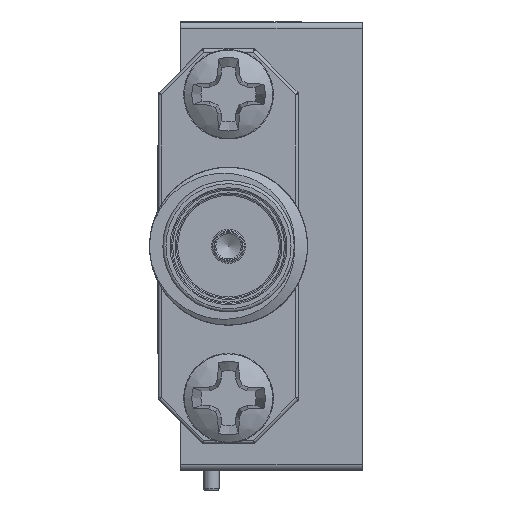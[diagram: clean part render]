
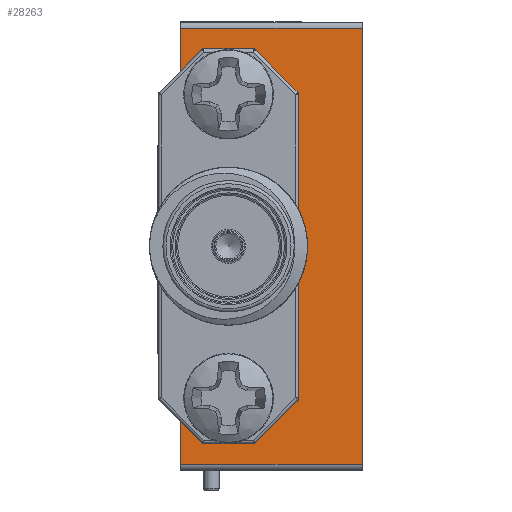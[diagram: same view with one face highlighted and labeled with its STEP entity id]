
A CAD part, left-side view. The second image highlights one B-rep face of the part: STEP entity #28263.
In plain terms, the highlighted planar face has unit normal (-1, 0, 0).
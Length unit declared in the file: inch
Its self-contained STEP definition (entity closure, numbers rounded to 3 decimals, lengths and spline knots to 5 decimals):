
#147 = FACE_BOUND ( 'NONE', #26240, .T. ) ;
#1988 = CARTESIAN_POINT ( 'NONE',  ( -0.54, 0.288, -0.355 ) ) ;
#2110 = DIRECTION ( 'NONE',  ( -1., 0., 0. ) ) ;
#3092 = EDGE_CURVE ( 'NONE', #25175, #9579, #9791, .T. ) ;
#3150 = ORIENTED_EDGE ( 'NONE', *, *, #28920, .T. ) ;
#3963 = VERTEX_POINT ( 'NONE', #46591 ) ;
#4431 = ORIENTED_EDGE ( 'NONE', *, *, #14610, .F. ) ;
#5618 = CARTESIAN_POINT ( 'NONE',  ( -0.54, 0.288, -0.345 ) ) ;
#6049 = VECTOR ( 'NONE', #41636, 39.37008 ) ;
#6892 = LINE ( 'NONE', #15250, #35377 ) ;
#8366 = VERTEX_POINT ( 'NONE', #30750 ) ;
#8388 = VERTEX_POINT ( 'NONE', #11983 ) ;
#9579 = VERTEX_POINT ( 'NONE', #12911 ) ;
#9791 = LINE ( 'NONE', #28330, #11291 ) ;
#10265 = AXIS2_PLACEMENT_3D ( 'NONE', #45833, #41750, #12684 ) ;
#10376 = LINE ( 'NONE', #43529, #41320 ) ;
#10551 = FACE_BOUND ( 'NONE', #24077, .T. ) ;
#11291 = VECTOR ( 'NONE', #31199, 39.37008 ) ;
#11839 = ORIENTED_EDGE ( 'NONE', *, *, #24488, .F. ) ;
#11983 = CARTESIAN_POINT ( 'NONE',  ( -0.54, 0.14, -0.182 ) ) ;
#12332 = DIRECTION ( 'NONE',  ( 0., 1., 0. ) ) ;
#12571 = AXIS2_PLACEMENT_3D ( 'NONE', #21576, #2110, #24272 ) ;
#12605 = CARTESIAN_POINT ( 'NONE',  ( -0.54, 0., -0.355 ) ) ;
#12630 = LINE ( 'NONE', #1988, #22841 ) ;
#12684 = DIRECTION ( 'NONE',  ( 0., 0., 1. ) ) ;
#12911 = CARTESIAN_POINT ( 'NONE',  ( -0.54, 0., -0.345 ) ) ;
#13538 = VERTEX_POINT ( 'NONE', #27206 ) ;
#14610 = EDGE_CURVE ( 'NONE', #25175, #8366, #19749, .T. ) ;
#15250 = CARTESIAN_POINT ( 'NONE',  ( -0.54, 0.14, 0.182 ) ) ;
#16381 = ORIENTED_EDGE ( 'NONE', *, *, #26775, .T. ) ;
#17449 = VECTOR ( 'NONE', #12332, 39.37008 ) ;
#17473 = AXIS2_PLACEMENT_3D ( 'NONE', #29776, #22535, #37199 ) ;
#18164 = VERTEX_POINT ( 'NONE', #18620 ) ;
#18620 = CARTESIAN_POINT ( 'NONE',  ( -0.54, 0.212, -0.188 ) ) ;
#19013 = ORIENTED_EDGE ( 'NONE', *, *, #24572, .F. ) ;
#19749 = LINE ( 'NONE', #45705, #6049 ) ;
#19923 = ORIENTED_EDGE ( 'NONE', *, *, #45882, .F. ) ;
#20693 = EDGE_CURVE ( 'NONE', #37717, #13538, #12630, .T. ) ;
#21217 = CARTESIAN_POINT ( 'NONE',  ( -0.54, 0.14, 0.182 ) ) ;
#21576 = CARTESIAN_POINT ( 'NONE',  ( -0.54, 0.212, 0.2405 ) ) ;
#22535 = DIRECTION ( 'NONE',  ( 1., 0., 0. ) ) ;
#22841 = VECTOR ( 'NONE', #46024, 39.37008 ) ;
#22910 = CARTESIAN_POINT ( 'NONE',  ( -0.54, 0.288, 0.345 ) ) ;
#24077 = EDGE_LOOP ( 'NONE', ( #19013 ) ) ;
#24272 = DIRECTION ( 'NONE',  ( 0., 0., 1. ) ) ;
#24488 = EDGE_CURVE ( 'NONE', #3963, #3963, #28726, .T. ) ;
#24533 = ORIENTED_EDGE ( 'NONE', *, *, #40575, .F. ) ;
#24572 = EDGE_CURVE ( 'NONE', #18164, #18164, #32557, .T. ) ;
#25175 = VERTEX_POINT ( 'NONE', #5618 ) ;
#26240 = EDGE_LOOP ( 'NONE', ( #11839 ) ) ;
#26301 = ORIENTED_EDGE ( 'NONE', *, *, #3092, .T. ) ;
#26775 = EDGE_CURVE ( 'NONE', #9579, #30007, #39266, .T. ) ;
#27206 = CARTESIAN_POINT ( 'NONE',  ( -0.54, 0.288, 0.345 ) ) ;
#28263 = ADVANCED_FACE ( 'NONE', ( #10551, #43936, #147 ), #40319, .F. ) ;
#28330 = CARTESIAN_POINT ( 'NONE',  ( -0.54, 0.288, -0.345 ) ) ;
#28719 = LINE ( 'NONE', #21217, #38897 ) ;
#28726 = CIRCLE ( 'NONE', #12571, 0.0525 ) ;
#28920 = EDGE_CURVE ( 'NONE', #8388, #8366, #10376, .T. ) ;
#29776 = CARTESIAN_POINT ( 'NONE',  ( -0.54, 0.288, -0.355 ) ) ;
#30007 = VERTEX_POINT ( 'NONE', #33192 ) ;
#30750 = CARTESIAN_POINT ( 'NONE',  ( -0.54, 0.288, -0.182 ) ) ;
#30866 = DIRECTION ( 'NONE',  ( 0., 0., 1. ) ) ;
#31199 = DIRECTION ( 'NONE',  ( 0., -1., 0. ) ) ;
#32557 = CIRCLE ( 'NONE', #10265, 0.0525 ) ;
#32623 = DIRECTION ( 'NONE',  ( 0., 1., 0. ) ) ;
#32773 = ORIENTED_EDGE ( 'NONE', *, *, #36251, .T. ) ;
#33192 = CARTESIAN_POINT ( 'NONE',  ( -0.54, 0., 0.345 ) ) ;
#33431 = VERTEX_POINT ( 'NONE', #34177 ) ;
#33465 = LINE ( 'NONE', #22910, #17449 ) ;
#34177 = CARTESIAN_POINT ( 'NONE',  ( -0.54, 0.14, 0.182 ) ) ;
#35175 = ORIENTED_EDGE ( 'NONE', *, *, #20693, .F. ) ;
#35377 = VECTOR ( 'NONE', #32623, 39.37008 ) ;
#35850 = VECTOR ( 'NONE', #30866, 39.37008 ) ;
#36251 = EDGE_CURVE ( 'NONE', #30007, #13538, #33465, .T. ) ;
#37199 = DIRECTION ( 'NONE',  ( 0., 0., -1. ) ) ;
#37717 = VERTEX_POINT ( 'NONE', #47191 ) ;
#38530 = EDGE_LOOP ( 'NONE', ( #16381, #32773, #35175, #24533, #19923, #3150, #4431, #26301 ) ) ;
#38897 = VECTOR ( 'NONE', #43314, 39.37008 ) ;
#39266 = LINE ( 'NONE', #12605, #35850 ) ;
#40319 = PLANE ( 'NONE',  #17473 ) ;
#40575 = EDGE_CURVE ( 'NONE', #33431, #37717, #6892, .T. ) ;
#41320 = VECTOR ( 'NONE', #46669, 39.37008 ) ;
#41636 = DIRECTION ( 'NONE',  ( 0., 0., 1. ) ) ;
#41750 = DIRECTION ( 'NONE',  ( -1., 0., 0. ) ) ;
#43314 = DIRECTION ( 'NONE',  ( 0., 0., 1. ) ) ;
#43529 = CARTESIAN_POINT ( 'NONE',  ( -0.54, 0.14, -0.182 ) ) ;
#43936 = FACE_OUTER_BOUND ( 'NONE', #38530, .T. ) ;
#45705 = CARTESIAN_POINT ( 'NONE',  ( -0.54, 0.288, -0.355 ) ) ;
#45833 = CARTESIAN_POINT ( 'NONE',  ( -0.54, 0.212, -0.2405 ) ) ;
#45882 = EDGE_CURVE ( 'NONE', #8388, #33431, #28719, .T. ) ;
#46024 = DIRECTION ( 'NONE',  ( 0., 0., 1. ) ) ;
#46591 = CARTESIAN_POINT ( 'NONE',  ( -0.54, 0.212, 0.293 ) ) ;
#46669 = DIRECTION ( 'NONE',  ( 0., 1., 0. ) ) ;
#47191 = CARTESIAN_POINT ( 'NONE',  ( -0.54, 0.288, 0.182 ) ) ;
